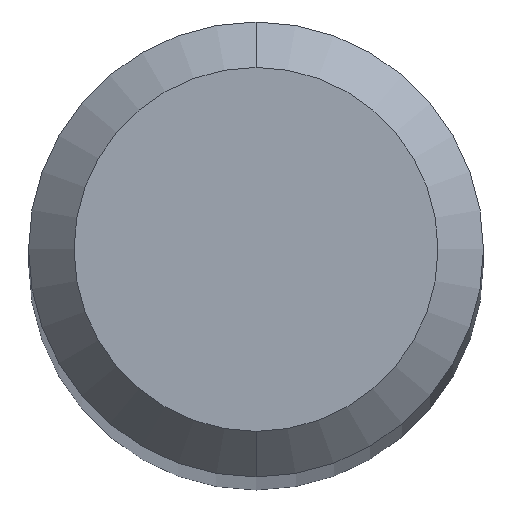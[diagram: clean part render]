
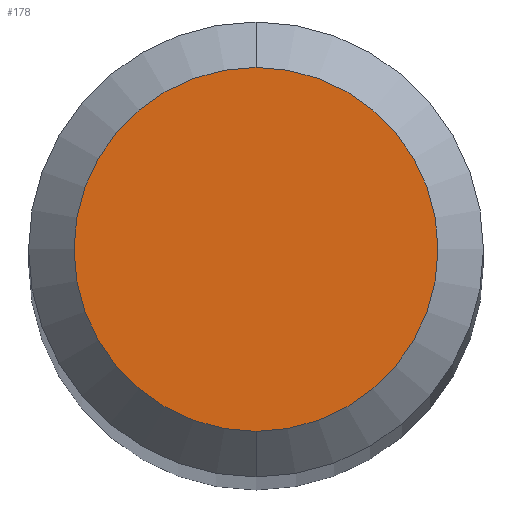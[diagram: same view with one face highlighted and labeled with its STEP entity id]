
A CAD part, top view. The second image highlights one B-rep face of the part: STEP entity #178.
In plain terms, the highlighted planar face has unit normal (0, 0, 1).
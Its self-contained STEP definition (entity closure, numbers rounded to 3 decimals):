
#1 = DIRECTION ( 'NONE',  ( 0., 1., 0. ) ) ;
#11 = DIRECTION ( 'NONE',  ( 0., 0., 1. ) ) ;
#16 = PLANE ( 'NONE',  #199 ) ;
#52 = VERTEX_POINT ( 'NONE', #180 ) ;
#59 = ORIENTED_EDGE ( 'NONE', *, *, #139, .T. ) ;
#72 = ORIENTED_EDGE ( 'NONE', *, *, #126, .T. ) ;
#73 = CIRCLE ( 'NONE', #149, 2.459 ) ;
#77 = DIRECTION ( 'NONE',  ( 0., 0., 1. ) ) ;
#79 = CARTESIAN_POINT ( 'NONE',  ( 0., 0., 0. ) ) ;
#80 = CARTESIAN_POINT ( 'NONE',  ( 0., 3.073, 0. ) ) ;
#104 = CARTESIAN_POINT ( 'NONE',  ( 0., 0., 0. ) ) ;
#109 = DIRECTION ( 'NONE',  ( 0., 0., -1. ) ) ;
#126 = EDGE_CURVE ( 'NONE', #195, #52, #73, .T. ) ;
#130 = DIRECTION ( 'NONE',  ( 0., 1., 0. ) ) ;
#139 = EDGE_CURVE ( 'NONE', #52, #195, #151, .T. ) ;
#149 = AXIS2_PLACEMENT_3D ( 'NONE', #104, #77, #1 ) ;
#151 = CIRCLE ( 'NONE', #177, 2.459 ) ;
#176 = EDGE_LOOP ( 'NONE', ( #59, #72 ) ) ;
#177 = AXIS2_PLACEMENT_3D ( 'NONE', #79, #11, #194 ) ;
#178 = ADVANCED_FACE ( 'NONE', ( #208 ), #16, .F. ) ;
#180 = CARTESIAN_POINT ( 'NONE',  ( 0., 2.459, 0. ) ) ;
#194 = DIRECTION ( 'NONE',  ( 0., 1., 0. ) ) ;
#195 = VERTEX_POINT ( 'NONE', #200 ) ;
#199 = AXIS2_PLACEMENT_3D ( 'NONE', #80, #109, #130 ) ;
#200 = CARTESIAN_POINT ( 'NONE',  ( 0., -2.459, 0. ) ) ;
#208 = FACE_OUTER_BOUND ( 'NONE', #176, .T. ) ;
